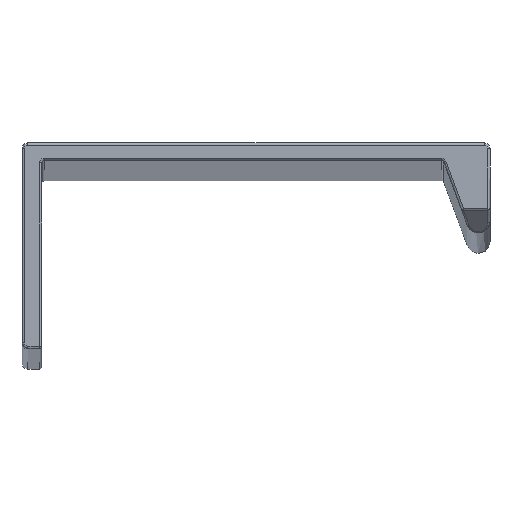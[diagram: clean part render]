
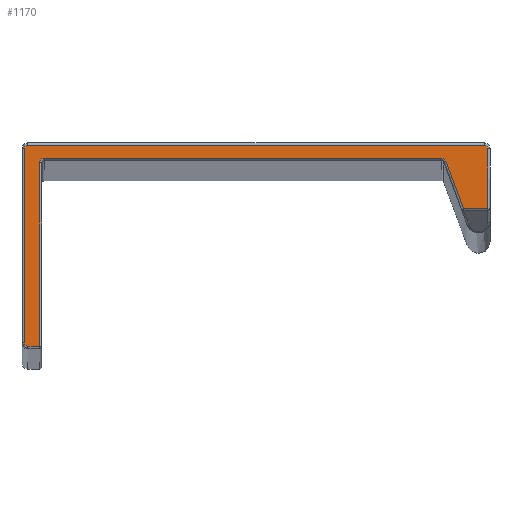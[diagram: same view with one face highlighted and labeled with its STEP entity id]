
A CAD part, top view. The second image highlights one B-rep face of the part: STEP entity #1170.
In plain terms, the highlighted planar face has unit normal (0, 0, 1).
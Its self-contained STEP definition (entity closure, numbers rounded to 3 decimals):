
#10=CARTESIAN_POINT('',(0.,0.,655.));
#20=DIRECTION('',(0.,0.,1.));
#30=DIRECTION('',(1.,0.,0.));
#40=AXIS2_PLACEMENT_3D('',#10,#20,#30);
#50=PLANE('',#40);
#60=CARTESIAN_POINT('',(0.,0.2,655.));
#70=DIRECTION('',(-1.,0.,0.));
#80=VECTOR('',#70,1.);
#90=LINE('',#60,#80);
#100=CARTESIAN_POINT('',(1.5,0.2,655.));
#110=VERTEX_POINT('',#100);
#120=CARTESIAN_POINT('',(0.5,0.2,655.));
#130=VERTEX_POINT('',#120);
#140=EDGE_CURVE('',#110,#130,#90,.T.);
#150=ORIENTED_EDGE('',*,*,#140,.F.);
#160=CARTESIAN_POINT('',(0.5,0.5,655.));
#170=DIRECTION('',(0.,0.,1.));
#180=DIRECTION('',(1.,0.,-0.));
#190=AXIS2_PLACEMENT_3D('',#160,#170,#180);
#200=CIRCLE('',#190,0.3);
#210=CARTESIAN_POINT('',(0.2,0.5,655.));
#220=VERTEX_POINT('',#210);
#230=EDGE_CURVE('',#220,#130,#200,.T.);
#240=ORIENTED_EDGE('',*,*,#230,.T.);
#250=CARTESIAN_POINT('',(0.2,0.,655.));
#260=DIRECTION('',(-0.,1.,0.));
#270=VECTOR('',#260,1.);
#280=LINE('',#250,#270);
#290=CARTESIAN_POINT('',(0.2,17.1,655.));
#300=VERTEX_POINT('',#290);
#310=EDGE_CURVE('',#220,#300,#280,.T.);
#320=ORIENTED_EDGE('',*,*,#310,.F.);
#330=CARTESIAN_POINT('',(0.5,17.1,655.));
#340=DIRECTION('',(0.,0.,-1.));
#350=DIRECTION('',(-1.,0.,-0.));
#360=AXIS2_PLACEMENT_3D('',#330,#340,#350);
#370=CIRCLE('',#360,0.3);
#380=CARTESIAN_POINT('',(0.5,17.4,655.));
#390=VERTEX_POINT('',#380);
#400=EDGE_CURVE('',#300,#390,#370,.T.);
#410=ORIENTED_EDGE('',*,*,#400,.F.);
#420=CARTESIAN_POINT('',(0.,17.4,655.));
#430=DIRECTION('',(1.,0.,-0.));
#440=VECTOR('',#430,1.);
#450=LINE('',#420,#440);
#460=CARTESIAN_POINT('',(39.5,17.4,655.));
#470=VERTEX_POINT('',#460);
#480=EDGE_CURVE('',#390,#470,#450,.T.);
#490=ORIENTED_EDGE('',*,*,#480,.F.);
#500=CARTESIAN_POINT('',(39.5,17.1,655.));
#510=DIRECTION('',(0.,0.,1.));
#520=DIRECTION('',(1.,0.,-0.));
#530=AXIS2_PLACEMENT_3D('',#500,#510,#520);
#540=CIRCLE('',#530,0.3);
#550=CARTESIAN_POINT('',(39.8,17.1,655.));
#560=VERTEX_POINT('',#550);
#570=EDGE_CURVE('',#560,#470,#540,.T.);
#580=ORIENTED_EDGE('',*,*,#570,.T.);
#590=CARTESIAN_POINT('',(39.8,0.,655.));
#600=DIRECTION('',(-0.,-1.,0.));
#610=VECTOR('',#600,1.);
#620=LINE('',#590,#610);
#630=CARTESIAN_POINT('',(39.8,11.983,655.));
#640=VERTEX_POINT('',#630);
#650=EDGE_CURVE('',#560,#640,#620,.T.);
#660=ORIENTED_EDGE('',*,*,#650,.F.);
#670=CARTESIAN_POINT('',(0.,11.983,655.));
#680=DIRECTION('',(1.,0.,0.));
#690=VECTOR('',#680,1.);
#700=LINE('',#670,#690);
#710=CARTESIAN_POINT('',(37.744,11.983,655.));
#720=VERTEX_POINT('',#710);
#730=EDGE_CURVE('',#720,#640,#700,.T.);
#740=ORIENTED_EDGE('',*,*,#730,.T.);
#750=CARTESIAN_POINT('',(42.199,0.,655.));
#760=DIRECTION('',(-0.348,0.937,0.));
#770=VECTOR('',#760,1.);
#780=LINE('',#750,#770);
#790=CARTESIAN_POINT('',(36.236,16.039,655.));
#800=VERTEX_POINT('',#790);
#810=EDGE_CURVE('',#720,#800,#780,.T.);
#820=ORIENTED_EDGE('',*,*,#810,.F.);
#830=CARTESIAN_POINT('',(35.861,15.9,655.));
#840=DIRECTION('',(0.,0.,-1.));
#850=DIRECTION('',(-1.,0.,-0.));
#860=AXIS2_PLACEMENT_3D('',#830,#840,#850);
#870=CIRCLE('',#860,0.4);
#880=CARTESIAN_POINT('',(35.861,16.3,655.));
#890=VERTEX_POINT('',#880);
#900=EDGE_CURVE('',#890,#800,#870,.T.);
#910=ORIENTED_EDGE('',*,*,#900,.T.);
#920=CARTESIAN_POINT('',(0.,16.3,655.));
#930=DIRECTION('',(-1.,0.,0.));
#940=VECTOR('',#930,1.);
#950=LINE('',#920,#940);
#960=CARTESIAN_POINT('',(1.9,16.3,655.));
#970=VERTEX_POINT('',#960);
#980=EDGE_CURVE('',#890,#970,#950,.T.);
#990=ORIENTED_EDGE('',*,*,#980,.F.);
#1000=CARTESIAN_POINT('',(1.9,15.9,655.));
#1010=DIRECTION('',(0.,0.,-1.));
#1020=DIRECTION('',(-1.,0.,-0.));
#1030=AXIS2_PLACEMENT_3D('',#1000,#1010,#1020);
#1040=CIRCLE('',#1030,0.4);
#1050=CARTESIAN_POINT('',(1.5,15.9,655.));
#1060=VERTEX_POINT('',#1050);
#1070=EDGE_CURVE('',#1060,#970,#1040,.T.);
#1080=ORIENTED_EDGE('',*,*,#1070,.T.);
#1090=CARTESIAN_POINT('',(1.5,0.,655.));
#1100=DIRECTION('',(-0.,-1.,0.));
#1110=VECTOR('',#1100,1.);
#1120=LINE('',#1090,#1110);
#1130=EDGE_CURVE('',#1060,#110,#1120,.T.);
#1140=ORIENTED_EDGE('',*,*,#1130,.F.);
#1150=EDGE_LOOP('',(#1140,#1080,#990,#910,#820,#740,#660,#580,#490,#410,
#320,#240,#150));
#1160=FACE_OUTER_BOUND('',#1150,.T.);
#1170=ADVANCED_FACE('',(#1160),#50,.T.);
